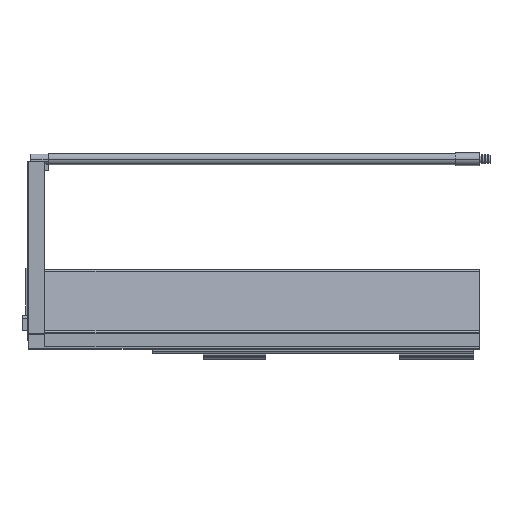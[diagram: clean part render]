
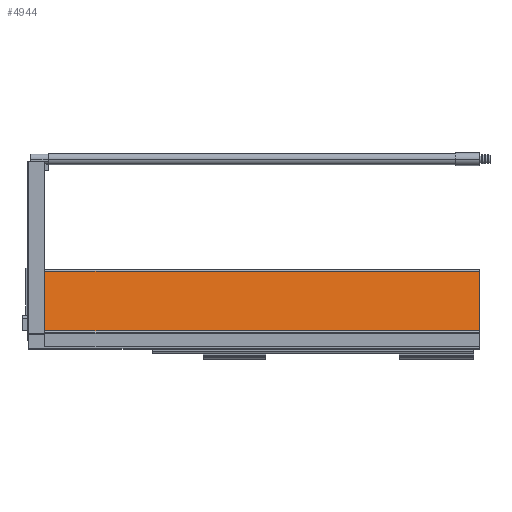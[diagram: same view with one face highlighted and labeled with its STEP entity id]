
A CAD part, top view. The second image highlights one B-rep face of the part: STEP entity #4944.
In plain terms, the highlighted planar face has unit normal (0, 0.139, 0.99).
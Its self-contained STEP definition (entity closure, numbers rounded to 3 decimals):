
#8 = CARTESIAN_POINT ( 'NONE',  ( -473.5, 75.024, 25.028 ) ) ;
#160 = ORIENTED_EDGE ( 'NONE', *, *, #2369, .T. ) ;
#205 = PLANE ( 'NONE',  #9471 ) ;
#487 = EDGE_CURVE ( 'NONE', #4040, #11090, #5978, .T. ) ;
#1237 = VECTOR ( 'NONE', #6285, 1000. ) ;
#2366 = CARTESIAN_POINT ( 'NONE',  ( 0., 10.222, 34.135 ) ) ;
#2369 = EDGE_CURVE ( 'NONE', #12423, #10396, #12719, .T. ) ;
#2948 = DIRECTION ( 'NONE',  ( 0., -0.99, 0.139 ) ) ;
#2984 = ORIENTED_EDGE ( 'NONE', *, *, #12441, .F. ) ;
#3431 = LINE ( 'NONE', #9205, #1237 ) ;
#3837 = DIRECTION ( 'NONE',  ( 1., 0., 0. ) ) ;
#4040 = VERTEX_POINT ( 'NONE', #8 ) ;
#4452 = CARTESIAN_POINT ( 'NONE',  ( 0., 75.024, 25.028 ) ) ;
#4944 = ADVANCED_FACE ( 'NONE', ( #10871 ), #205, .T. ) ;
#5853 = CARTESIAN_POINT ( 'NONE',  ( 0., 75.024, 25.028 ) ) ;
#5866 = VECTOR ( 'NONE', #2948, 1000. ) ;
#5978 = LINE ( 'NONE', #10973, #9102 ) ;
#6285 = DIRECTION ( 'NONE',  ( 0., 0.99, -0.139 ) ) ;
#6562 = ORIENTED_EDGE ( 'NONE', *, *, #487, .F. ) ;
#6908 = DIRECTION ( 'NONE',  ( 1., 0., 0. ) ) ;
#7166 = DIRECTION ( 'NONE',  ( 0., 0.139, 0.99 ) ) ;
#7877 = EDGE_CURVE ( 'NONE', #11090, #10396, #10789, .T. ) ;
#8421 = CARTESIAN_POINT ( 'NONE',  ( -473.5, 10.222, 34.135 ) ) ;
#9102 = VECTOR ( 'NONE', #6908, 1000. ) ;
#9117 = ORIENTED_EDGE ( 'NONE', *, *, #7877, .F. ) ;
#9205 = CARTESIAN_POINT ( 'NONE',  ( -473.5, 75.024, 25.028 ) ) ;
#9471 = AXIS2_PLACEMENT_3D ( 'NONE', #10812, #7166, #12750 ) ;
#10396 = VERTEX_POINT ( 'NONE', #2366 ) ;
#10581 = CARTESIAN_POINT ( 'NONE',  ( 0., 10.222, 34.135 ) ) ;
#10789 = LINE ( 'NONE', #5853, #5866 ) ;
#10812 = CARTESIAN_POINT ( 'NONE',  ( -493., 75.024, 25.028 ) ) ;
#10871 = FACE_OUTER_BOUND ( 'NONE', #11771, .T. ) ;
#10973 = CARTESIAN_POINT ( 'NONE',  ( -493., 75.024, 25.028 ) ) ;
#11090 = VERTEX_POINT ( 'NONE', #4452 ) ;
#11703 = VECTOR ( 'NONE', #3837, 1000. ) ;
#11771 = EDGE_LOOP ( 'NONE', ( #2984, #160, #9117, #6562 ) ) ;
#12423 = VERTEX_POINT ( 'NONE', #8421 ) ;
#12441 = EDGE_CURVE ( 'NONE', #12423, #4040, #3431, .T. ) ;
#12719 = LINE ( 'NONE', #10581, #11703 ) ;
#12750 = DIRECTION ( 'NONE',  ( 0., -0.99, 0.139 ) ) ;
